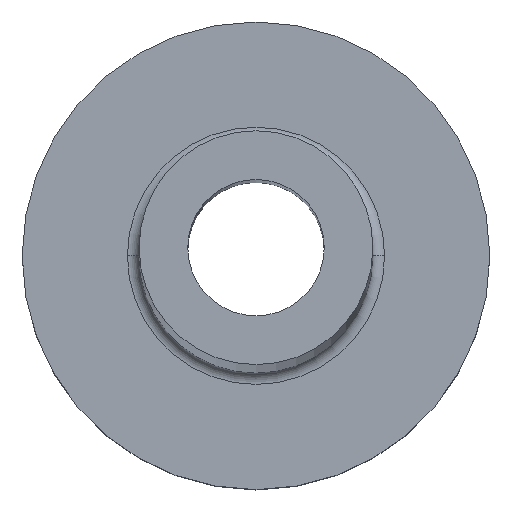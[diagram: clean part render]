
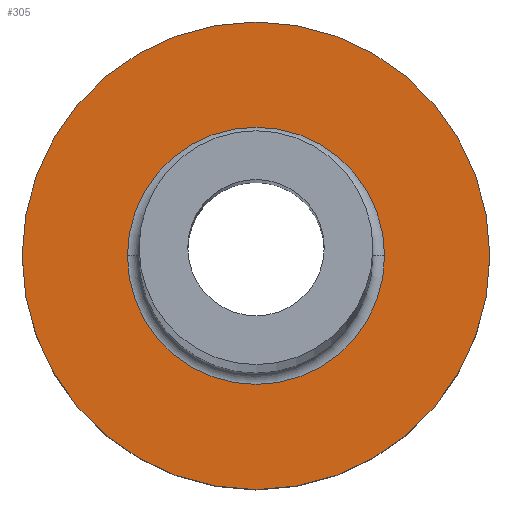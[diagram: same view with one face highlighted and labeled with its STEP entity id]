
A CAD part, top view. The second image highlights one B-rep face of the part: STEP entity #305.
In plain terms, the highlighted planar face has unit normal (0, 0, 1).
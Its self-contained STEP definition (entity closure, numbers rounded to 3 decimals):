
#3 = CARTESIAN_POINT ( 'NONE',  ( -3.3, 0., 5. ) ) ;
#16 = CIRCLE ( 'NONE', #215, 6. ) ;
#24 = AXIS2_PLACEMENT_3D ( 'NONE', #140, #276, #384 ) ;
#28 = CARTESIAN_POINT ( 'NONE',  ( 6., 0., 5. ) ) ;
#34 = ORIENTED_EDGE ( 'NONE', *, *, #115, .T. ) ;
#44 = DIRECTION ( 'NONE',  ( 0., 0., 1. ) ) ;
#65 = DIRECTION ( 'NONE',  ( 0., 0., 1. ) ) ;
#87 = CIRCLE ( 'NONE', #24, 6. ) ;
#95 = CARTESIAN_POINT ( 'NONE',  ( 0., 0., 5. ) ) ;
#104 = PLANE ( 'NONE',  #151 ) ;
#115 = EDGE_CURVE ( 'NONE', #126, #412, #168, .T. ) ;
#126 = VERTEX_POINT ( 'NONE', #3 ) ;
#140 = CARTESIAN_POINT ( 'NONE',  ( 0., 0., 5. ) ) ;
#144 = CARTESIAN_POINT ( 'NONE',  ( -6., 0., 5. ) ) ;
#151 = AXIS2_PLACEMENT_3D ( 'NONE', #316, #44, #434 ) ;
#152 = AXIS2_PLACEMENT_3D ( 'NONE', #95, #310, #315 ) ;
#158 = ORIENTED_EDGE ( 'NONE', *, *, #269, .T. ) ;
#168 = CIRCLE ( 'NONE', #325, 3.3 ) ;
#184 = EDGE_LOOP ( 'NONE', ( #431, #34 ) ) ;
#186 = CARTESIAN_POINT ( 'NONE',  ( 0., 0., 5. ) ) ;
#193 = EDGE_CURVE ( 'NONE', #280, #244, #87, .T. ) ;
#206 = DIRECTION ( 'NONE',  ( 1., 0., 0. ) ) ;
#215 = AXIS2_PLACEMENT_3D ( 'NONE', #393, #65, #206 ) ;
#244 = VERTEX_POINT ( 'NONE', #28 ) ;
#269 = EDGE_CURVE ( 'NONE', #244, #280, #16, .T. ) ;
#276 = DIRECTION ( 'NONE',  ( 0., 0., 1. ) ) ;
#280 = VERTEX_POINT ( 'NONE', #144 ) ;
#286 = FACE_BOUND ( 'NONE', #184, .T. ) ;
#302 = EDGE_LOOP ( 'NONE', ( #400, #158 ) ) ;
#305 = ADVANCED_FACE ( 'NONE', ( #286, #436 ), #104, .T. ) ;
#310 = DIRECTION ( 'NONE',  ( 0., 0., -1. ) ) ;
#315 = DIRECTION ( 'NONE',  ( 1., 0., 0. ) ) ;
#316 = CARTESIAN_POINT ( 'NONE',  ( 0., 0., 5. ) ) ;
#325 = AXIS2_PLACEMENT_3D ( 'NONE', #186, #338, #397 ) ;
#338 = DIRECTION ( 'NONE',  ( 0., 0., -1. ) ) ;
#344 = CIRCLE ( 'NONE', #152, 3.3 ) ;
#384 = DIRECTION ( 'NONE',  ( 1., 0., 0. ) ) ;
#393 = CARTESIAN_POINT ( 'NONE',  ( 0., 0., 5. ) ) ;
#397 = DIRECTION ( 'NONE',  ( 1., 0., 0. ) ) ;
#400 = ORIENTED_EDGE ( 'NONE', *, *, #193, .T. ) ;
#412 = VERTEX_POINT ( 'NONE', #439 ) ;
#431 = ORIENTED_EDGE ( 'NONE', *, *, #453, .T. ) ;
#434 = DIRECTION ( 'NONE',  ( 1., 0., 0. ) ) ;
#436 = FACE_OUTER_BOUND ( 'NONE', #302, .T. ) ;
#439 = CARTESIAN_POINT ( 'NONE',  ( 3.3, 0., 5. ) ) ;
#453 = EDGE_CURVE ( 'NONE', #412, #126, #344, .T. ) ;
